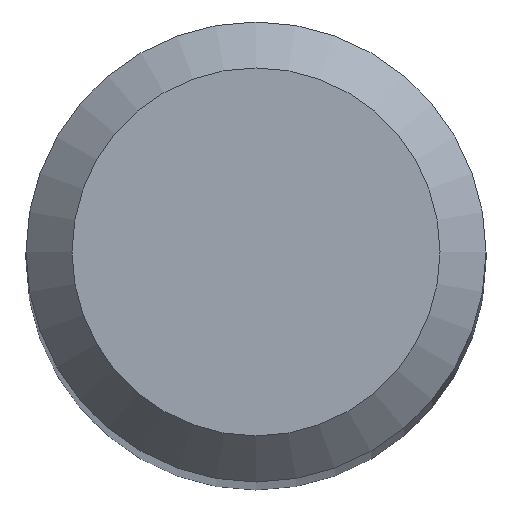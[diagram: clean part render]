
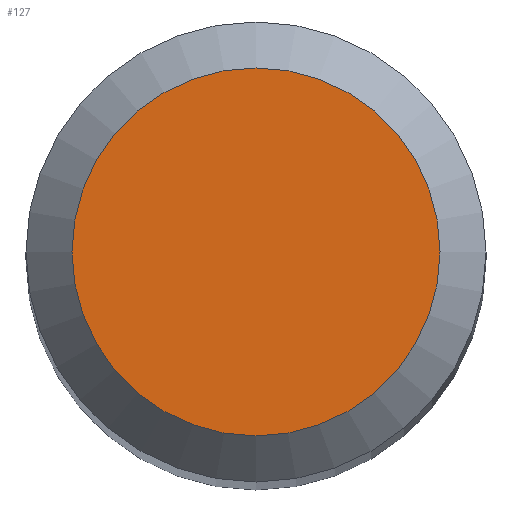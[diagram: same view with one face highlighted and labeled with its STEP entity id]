
A CAD part, top view. The second image highlights one B-rep face of the part: STEP entity #127.
In plain terms, the highlighted planar face has unit normal (0, 0, 1).
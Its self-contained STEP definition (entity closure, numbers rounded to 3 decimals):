
#6 = ORIENTED_EDGE ( 'NONE', *, *, #19, .T. ) ;
#8 = PLANE ( 'NONE',  #69 ) ;
#19 = EDGE_CURVE ( 'NONE', #209, #209, #113, .T. ) ;
#69 = AXIS2_PLACEMENT_3D ( 'NONE', #162, #87, #70 ) ;
#70 = DIRECTION ( 'NONE',  ( -1., 0., 0. ) ) ;
#74 = DIRECTION ( 'NONE',  ( 0., 0., 1. ) ) ;
#85 = EDGE_LOOP ( 'NONE', ( #6 ) ) ;
#87 = DIRECTION ( 'NONE',  ( 0., 0., -1. ) ) ;
#113 = CIRCLE ( 'NONE', #120, 1.2 ) ;
#120 = AXIS2_PLACEMENT_3D ( 'NONE', #159, #74, #189 ) ;
#127 = ADVANCED_FACE ( 'NONE', ( #204 ), #8, .F. ) ;
#150 = CARTESIAN_POINT ( 'NONE',  ( 1.2, 0., 38. ) ) ;
#159 = CARTESIAN_POINT ( 'NONE',  ( 0., 0., 38. ) ) ;
#162 = CARTESIAN_POINT ( 'NONE',  ( 0., 1.2, 38. ) ) ;
#189 = DIRECTION ( 'NONE',  ( 1., 0., 0. ) ) ;
#204 = FACE_OUTER_BOUND ( 'NONE', #85, .T. ) ;
#209 = VERTEX_POINT ( 'NONE', #150 ) ;
